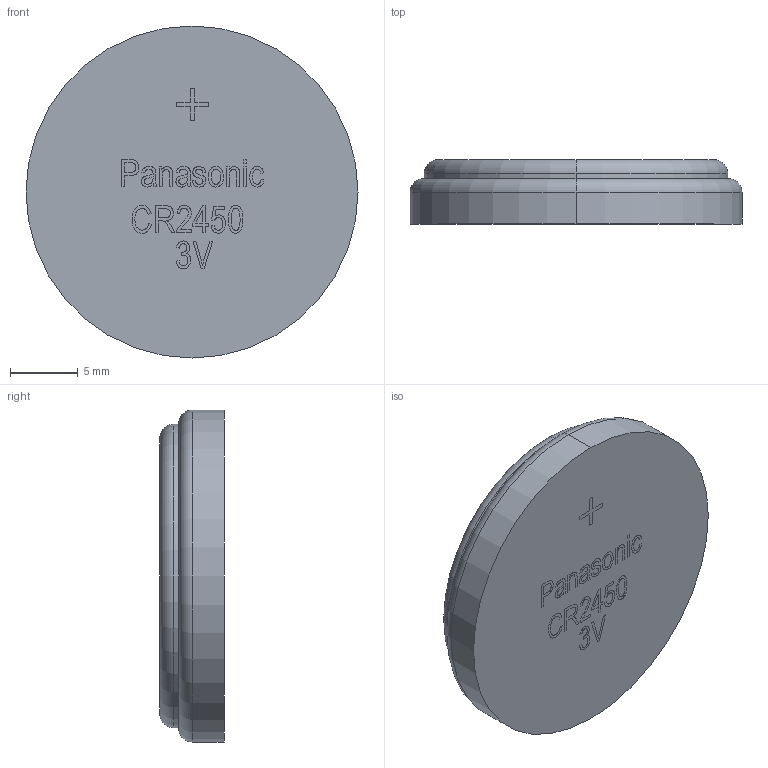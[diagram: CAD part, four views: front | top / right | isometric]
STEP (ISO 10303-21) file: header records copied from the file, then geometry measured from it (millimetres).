
FILE_DESCRIPTION (( 'STEP AP214' ), '1' );
FILE_NAME ('5FED3B55-890F-44EF-956A-BEA6ABDC88CF.STEP', '2025-05-08T20:38:20', ( '' ), ( '' ), 'SwSTEP 2.0', 'SolidWorks 2022', '' );
FILE_SCHEMA (( 'AUTOMOTIVE_DESIGN' ));
Length unit declared in the file: millimetre
Products named in the file (1): 5FED3B55-890F-44EF-956A-BEA6ABDC88CF
Bounding box: 24.5 x 4.75 x 24.5 mm (x, y, z)
Volume: 2100 mm3; surface area: 1235.1 mm2
Topology: 1 solids, 1 shells, 272 faces, 725 edges, 482 vertices
Faces by surface type: plane 136, bspline 128, torus 4, cylinder 4
Entity records: 15319 total; most frequent: CARTESIAN_POINT 9368, ORIENTED_EDGE 1450, DIRECTION 775, EDGE_CURVE 725, VERTEX_POINT 482, LINE 453, VECTOR 453, EDGE_LOOP 299
